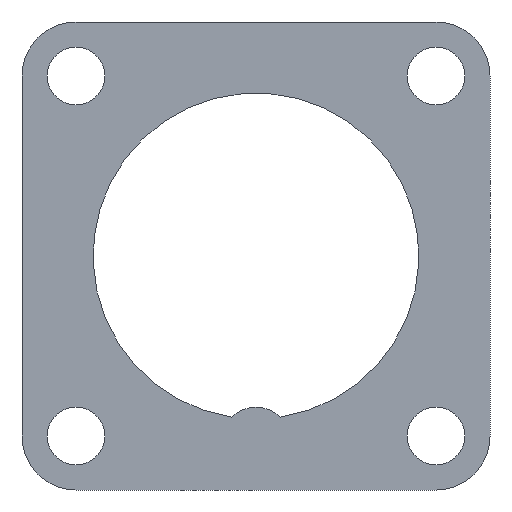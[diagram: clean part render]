
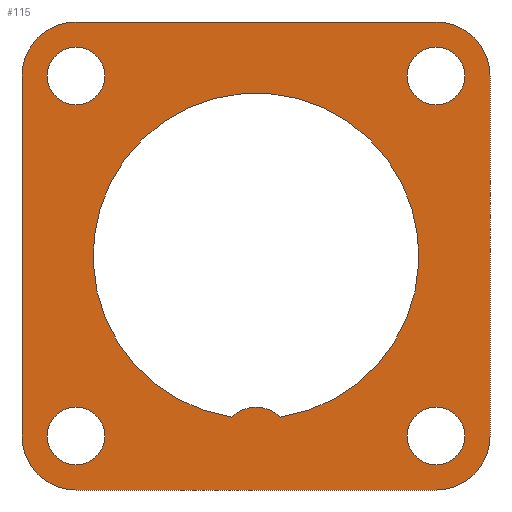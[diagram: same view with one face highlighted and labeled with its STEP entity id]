
A CAD part, left-side view. The second image highlights one B-rep face of the part: STEP entity #115.
In plain terms, the highlighted planar face has unit normal (-1, 0, 0).
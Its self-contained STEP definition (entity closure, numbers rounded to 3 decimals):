
#72=FACE_BOUND('',#161,.T.);
#73=FACE_BOUND('',#162,.T.);
#74=FACE_BOUND('',#163,.T.);
#75=FACE_BOUND('',#164,.T.);
#76=FACE_BOUND('',#165,.T.);
#77=FACE_BOUND('',#166,.T.);
#88=CIRCLE('',#388,1.6);
#89=CIRCLE('',#390,1.6);
#90=CIRCLE('',#392,1.6);
#91=CIRCLE('',#394,1.6);
#92=CIRCLE('',#396,3.);
#93=CIRCLE('',#398,3.);
#94=CIRCLE('',#400,3.);
#95=CIRCLE('',#402,3.);
#98=CIRCLE('',#407,9.05);
#99=CIRCLE('',#408,2.);
#115=ADVANCED_FACE('',(#72,#73,#74,#75,#76,#77),#124,.T.);
#124=PLANE('',#409);
#161=EDGE_LOOP('',(#227));
#162=EDGE_LOOP('',(#228));
#163=EDGE_LOOP('',(#229));
#164=EDGE_LOOP('',(#230));
#165=EDGE_LOOP('',(#231,#232));
#166=EDGE_LOOP('',(#233,#234,#235,#236,#237,#238,#239,#240));
#227=ORIENTED_EDGE('',*,*,#308,.T.);
#228=ORIENTED_EDGE('',*,*,#307,.T.);
#229=ORIENTED_EDGE('',*,*,#306,.T.);
#230=ORIENTED_EDGE('',*,*,#305,.T.);
#231=ORIENTED_EDGE('',*,*,#315,.T.);
#232=ORIENTED_EDGE('',*,*,#316,.T.);
#233=ORIENTED_EDGE('',*,*,#289,.T.);
#234=ORIENTED_EDGE('',*,*,#309,.T.);
#235=ORIENTED_EDGE('',*,*,#292,.T.);
#236=ORIENTED_EDGE('',*,*,#310,.T.);
#237=ORIENTED_EDGE('',*,*,#280,.T.);
#238=ORIENTED_EDGE('',*,*,#311,.T.);
#239=ORIENTED_EDGE('',*,*,#284,.T.);
#240=ORIENTED_EDGE('',*,*,#312,.T.);
#250=VERTEX_POINT('',#519);
#251=VERTEX_POINT('',#521);
#254=VERTEX_POINT('',#528);
#255=VERTEX_POINT('',#530);
#259=VERTEX_POINT('',#539);
#260=VERTEX_POINT('',#541);
#262=VERTEX_POINT('',#546);
#263=VERTEX_POINT('',#548);
#271=VERTEX_POINT('',#572);
#272=VERTEX_POINT('',#575);
#273=VERTEX_POINT('',#578);
#274=VERTEX_POINT('',#581);
#277=VERTEX_POINT('',#597);
#278=VERTEX_POINT('',#598);
#280=EDGE_CURVE('',#251,#250,#320,.T.);
#284=EDGE_CURVE('',#255,#254,#324,.T.);
#289=EDGE_CURVE('',#260,#259,#329,.T.);
#292=EDGE_CURVE('',#263,#262,#332,.T.);
#305=EDGE_CURVE('',#271,#271,#88,.T.);
#306=EDGE_CURVE('',#272,#272,#89,.T.);
#307=EDGE_CURVE('',#273,#273,#90,.T.);
#308=EDGE_CURVE('',#274,#274,#91,.T.);
#309=EDGE_CURVE('',#259,#263,#92,.T.);
#310=EDGE_CURVE('',#262,#251,#93,.T.);
#311=EDGE_CURVE('',#250,#255,#94,.T.);
#312=EDGE_CURVE('',#254,#260,#95,.T.);
#315=EDGE_CURVE('',#277,#278,#98,.T.);
#316=EDGE_CURVE('',#278,#277,#99,.T.);
#320=LINE('',#520,#338);
#324=LINE('',#529,#342);
#329=LINE('',#540,#347);
#332=LINE('',#547,#350);
#338=VECTOR('',#417,1.);
#342=VECTOR('',#423,1.);
#347=VECTOR('',#430,1.);
#350=VECTOR('',#435,1.);
#388=AXIS2_PLACEMENT_3D('',#571,#464,#465);
#390=AXIS2_PLACEMENT_3D('',#574,#468,#469);
#392=AXIS2_PLACEMENT_3D('',#577,#472,#473);
#394=AXIS2_PLACEMENT_3D('',#580,#476,#477);
#396=AXIS2_PLACEMENT_3D('',#583,#480,#481);
#398=AXIS2_PLACEMENT_3D('',#585,#484,#485);
#400=AXIS2_PLACEMENT_3D('',#587,#488,#489);
#402=AXIS2_PLACEMENT_3D('',#589,#492,#493);
#407=AXIS2_PLACEMENT_3D('',#596,#502,#503);
#408=AXIS2_PLACEMENT_3D('',#599,#504,#505);
#409=AXIS2_PLACEMENT_3D('',#600,#506,#507);
#417=DIRECTION('',(0.,0.,1.));
#423=DIRECTION('',(0.,1.,0.));
#430=DIRECTION('',(0.,0.,-1.));
#435=DIRECTION('',(0.,-1.,0.));
#464=DIRECTION('',(1.,0.,0.));
#465=DIRECTION('',(0.,0.,-1.));
#468=DIRECTION('',(1.,0.,0.));
#469=DIRECTION('',(0.,1.,0.));
#472=DIRECTION('',(1.,0.,0.));
#473=DIRECTION('',(0.,0.,1.));
#476=DIRECTION('',(1.,0.,0.));
#477=DIRECTION('',(0.,-1.,0.));
#480=DIRECTION('',(-1.,0.,0.));
#481=DIRECTION('',(0.,0.,1.));
#484=DIRECTION('',(-1.,0.,0.));
#485=DIRECTION('',(0.,0.,1.));
#488=DIRECTION('',(-1.,0.,0.));
#489=DIRECTION('',(0.,0.,1.));
#492=DIRECTION('',(-1.,0.,0.));
#493=DIRECTION('',(0.,0.,1.));
#502=DIRECTION('',(1.,0.,0.));
#503=DIRECTION('',(0.,0.,-1.));
#504=DIRECTION('',(-1.,0.,0.));
#505=DIRECTION('',(0.,1.,0.));
#506=DIRECTION('',(-1.,0.,0.));
#507=DIRECTION('',(0.,0.,1.));
#519=CARTESIAN_POINT('',(0.,-13.,10.));
#520=CARTESIAN_POINT('',(0.,-13.,-13.));
#521=CARTESIAN_POINT('',(0.,-13.,-10.));
#528=CARTESIAN_POINT('',(0.,10.,13.));
#529=CARTESIAN_POINT('',(0.,-13.,13.));
#530=CARTESIAN_POINT('',(0.,-10.,13.));
#539=CARTESIAN_POINT('',(0.,13.,-10.));
#540=CARTESIAN_POINT('',(0.,13.,13.));
#541=CARTESIAN_POINT('',(0.,13.,10.));
#546=CARTESIAN_POINT('',(0.,-10.,-13.));
#547=CARTESIAN_POINT('',(0.,13.,-13.));
#548=CARTESIAN_POINT('',(0.,10.,-13.));
#571=CARTESIAN_POINT('',(0.,-10.,10.));
#572=CARTESIAN_POINT('',(0.,-10.,8.4));
#574=CARTESIAN_POINT('',(0.,-10.,-10.));
#575=CARTESIAN_POINT('',(0.,-8.4,-10.));
#577=CARTESIAN_POINT('',(0.,10.,-10.));
#578=CARTESIAN_POINT('',(0.,10.,-8.4));
#580=CARTESIAN_POINT('',(0.,10.,10.));
#581=CARTESIAN_POINT('',(0.,8.4,10.));
#583=CARTESIAN_POINT('',(0.,10.,-10.));
#585=CARTESIAN_POINT('',(0.,-10.,-10.));
#587=CARTESIAN_POINT('',(0.,-10.,10.));
#589=CARTESIAN_POINT('',(0.,10.,10.));
#596=CARTESIAN_POINT('',(0.,0.,0.));
#597=CARTESIAN_POINT('',(0.,1.373,-8.945));
#598=CARTESIAN_POINT('',(0.,-1.373,-8.945));
#599=CARTESIAN_POINT('',(0.,0.,-10.4));
#600=CARTESIAN_POINT('',(0.,-13.,13.));
